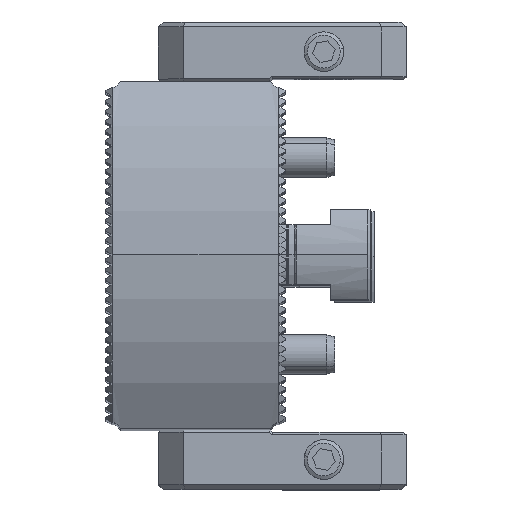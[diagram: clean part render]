
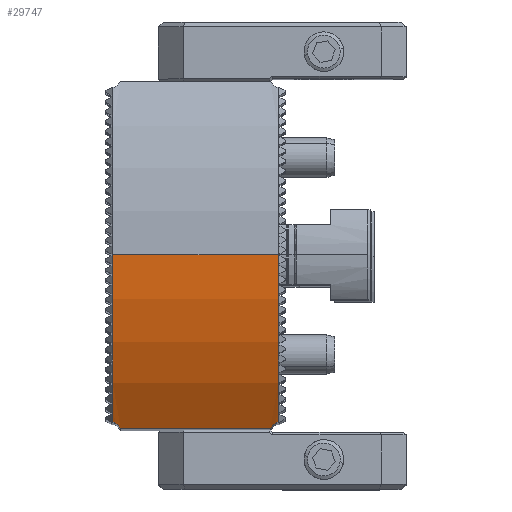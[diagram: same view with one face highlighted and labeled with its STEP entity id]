
A CAD part, top view. The second image highlights one B-rep face of the part: STEP entity #29747.
In plain terms, the highlighted cylindrical face has radius 65 mm (diameter 130 mm), a partial arc.
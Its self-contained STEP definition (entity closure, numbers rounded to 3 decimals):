
#1652 = VERTEX_POINT ( 'NONE', #56744 ) ;
#4356 = CARTESIAN_POINT ( 'NONE',  ( 16.7, -33.8, 130.521 ) ) ;
#5937 = VERTEX_POINT ( 'NONE', #29573 ) ;
#7181 = DIRECTION ( 'NONE',  ( -1., 0., 0. ) ) ;
#8214 = AXIS2_PLACEMENT_3D ( 'NONE', #24740, #59735, #29736 ) ;
#8453 = VECTOR ( 'NONE', #7181, 1000. ) ;
#8488 = ORIENTED_EDGE ( 'NONE', *, *, #49017, .T. ) ;
#8642 = EDGE_CURVE ( 'NONE', #49869, #5937, #54442, .T. ) ;
#8882 = CARTESIAN_POINT ( 'NONE',  ( 16.7, 0., 140. ) ) ;
#9422 = DIRECTION ( 'NONE',  ( -1., 0., 0. ) ) ;
#10832 = AXIS2_PLACEMENT_3D ( 'NONE', #39352, #9422, #44369 ) ;
#11092 = DIRECTION ( 'NONE',  ( 0., 0., 1. ) ) ;
#12112 = CARTESIAN_POINT ( 'NONE',  ( -15.1, -35., 129.772 ) ) ;
#13522 = CARTESIAN_POINT ( 'NONE',  ( 15.897, -34.203, 130.276 ) ) ;
#14184 = EDGE_CURVE ( 'NONE', #1652, #43805, #23253, .T. ) ;
#14501 = CARTESIAN_POINT ( 'NONE',  ( -16.3, -33.8, 130.521 ) ) ;
#14878 = VERTEX_POINT ( 'NONE', #8882 ) ;
#15597 = CARTESIAN_POINT ( 'NONE',  ( 18.3, -33.8, 130.521 ) ) ;
#17479 = CARTESIAN_POINT ( 'NONE',  ( 15.1, -35., 129.772 ) ) ;
#17856 = AXIS2_PLACEMENT_3D ( 'NONE', #31150, #61124, #11092 ) ;
#21728 = EDGE_CURVE ( 'NONE', #55901, #49869, #56463, .T. ) ;
#23253 = LINE ( 'NONE', #15597, #33388 ) ;
#24740 = CARTESIAN_POINT ( 'NONE',  ( -16.7, 0., 75. ) ) ;
#26946 = CARTESIAN_POINT ( 'NONE',  ( -15.1, -35., 129.772 ) ) ;
#27863 = CIRCLE ( 'NONE', #10832, 65. ) ;
#28406 = EDGE_CURVE ( 'NONE', #58335, #5937, #31518, .T. ) ;
#29573 = CARTESIAN_POINT ( 'NONE',  ( -16.7, -33.8, 130.521 ) ) ;
#29736 = DIRECTION ( 'NONE',  ( 0., 0., -1. ) ) ;
#29747 = ADVANCED_FACE ( 'NONE', ( #37676 ), #49437, .T. ) ;
#30356 = VECTOR ( 'NONE', #36217, 1000. ) ;
#31150 = CARTESIAN_POINT ( 'NONE',  ( 18.3, 0., 75. ) ) ;
#31182 =( BOUNDED_CURVE ( )  B_SPLINE_CURVE ( 3, ( #38391, #43438, #13522, #48474 ),
 .UNSPECIFIED., .F., .T. ) 
 B_SPLINE_CURVE_WITH_KNOTS ( ( 4, 4 ),
 ( 1.002, 1.024 ),
 .UNSPECIFIED. ) 
 CURVE ( )  GEOMETRIC_REPRESENTATION_ITEM ( )  RATIONAL_B_SPLINE_CURVE ( ( 1., 1., 1., 1. ) ) 
 REPRESENTATION_ITEM ( '' )  );
#31518 = CIRCLE ( 'NONE', #8214, 65. ) ;
#32263 = EDGE_LOOP ( 'NONE', ( #60912, #54294, #41493, #40419, #51974, #38266, #8488, #35453 ) ) ;
#33388 = VECTOR ( 'NONE', #35664, 1000. ) ;
#34981 = EDGE_CURVE ( 'NONE', #40911, #55901, #42115, .T. ) ;
#35453 = ORIENTED_EDGE ( 'NONE', *, *, #14184, .T. ) ;
#35664 = DIRECTION ( 'NONE',  ( 1., 0., 0. ) ) ;
#36217 = DIRECTION ( 'NONE',  ( -1., 0., 0. ) ) ;
#36651 = CARTESIAN_POINT ( 'NONE',  ( 18.3, -35., 129.772 ) ) ;
#37676 = FACE_OUTER_BOUND ( 'NONE', #32263, .T. ) ;
#38266 = ORIENTED_EDGE ( 'NONE', *, *, #34981, .F. ) ;
#38391 = CARTESIAN_POINT ( 'NONE',  ( 15.1, -35., 129.772 ) ) ;
#39352 = CARTESIAN_POINT ( 'NONE',  ( 16.7, 0., 75. ) ) ;
#40419 = ORIENTED_EDGE ( 'NONE', *, *, #8642, .F. ) ;
#40911 = VERTEX_POINT ( 'NONE', #17479 ) ;
#41493 = ORIENTED_EDGE ( 'NONE', *, *, #28406, .T. ) ;
#42115 = LINE ( 'NONE', #36651, #30356 ) ;
#42706 = VECTOR ( 'NONE', #60551, 1000. ) ;
#43438 = CARTESIAN_POINT ( 'NONE',  ( 15.497, -34.603, 130.026 ) ) ;
#43805 = VERTEX_POINT ( 'NONE', #4356 ) ;
#44369 = DIRECTION ( 'NONE',  ( 0., 0., -1. ) ) ;
#46745 = LINE ( 'NONE', #62076, #8453 ) ;
#48474 = CARTESIAN_POINT ( 'NONE',  ( 16.3, -33.8, 130.521 ) ) ;
#49017 = EDGE_CURVE ( 'NONE', #40911, #1652, #31182, .T. ) ;
#49437 = CYLINDRICAL_SURFACE ( 'NONE', #17856, 65. ) ;
#49869 = VERTEX_POINT ( 'NONE', #14501 ) ;
#51899 = CARTESIAN_POINT ( 'NONE',  ( -15.897, -34.203, 130.276 ) ) ;
#51974 = ORIENTED_EDGE ( 'NONE', *, *, #21728, .F. ) ;
#54294 = ORIENTED_EDGE ( 'NONE', *, *, #57243, .T. ) ;
#54442 = LINE ( 'NONE', #55507, #42706 ) ;
#55507 = CARTESIAN_POINT ( 'NONE',  ( 18.3, -33.8, 130.521 ) ) ;
#55901 = VERTEX_POINT ( 'NONE', #12112 ) ;
#56463 =( BOUNDED_CURVE ( )  B_SPLINE_CURVE ( 3, ( #26946, #56920, #51899, #61968 ),
 .UNSPECIFIED., .F., .F. ) 
 B_SPLINE_CURVE_WITH_KNOTS ( ( 4, 4 ),
 ( 4.144, 4.166 ),
 .UNSPECIFIED. ) 
 CURVE ( )  GEOMETRIC_REPRESENTATION_ITEM ( )  RATIONAL_B_SPLINE_CURVE ( ( 1., 1., 1., 1. ) ) 
 REPRESENTATION_ITEM ( '' )  );
#56744 = CARTESIAN_POINT ( 'NONE',  ( 16.3, -33.8, 130.521 ) ) ;
#56920 = CARTESIAN_POINT ( 'NONE',  ( -15.497, -34.603, 130.026 ) ) ;
#57243 = EDGE_CURVE ( 'NONE', #14878, #58335, #46745, .T. ) ;
#58335 = VERTEX_POINT ( 'NONE', #63224 ) ;
#58511 = EDGE_CURVE ( 'NONE', #43805, #14878, #27863, .T. ) ;
#59735 = DIRECTION ( 'NONE',  ( 1., 0., 0. ) ) ;
#60551 = DIRECTION ( 'NONE',  ( -1., 0., 0. ) ) ;
#60912 = ORIENTED_EDGE ( 'NONE', *, *, #58511, .T. ) ;
#61124 = DIRECTION ( 'NONE',  ( -1., 0., 0. ) ) ;
#61968 = CARTESIAN_POINT ( 'NONE',  ( -16.3, -33.8, 130.521 ) ) ;
#62076 = CARTESIAN_POINT ( 'NONE',  ( 18.3, 0., 140. ) ) ;
#63224 = CARTESIAN_POINT ( 'NONE',  ( -16.7, 0., 140. ) ) ;
